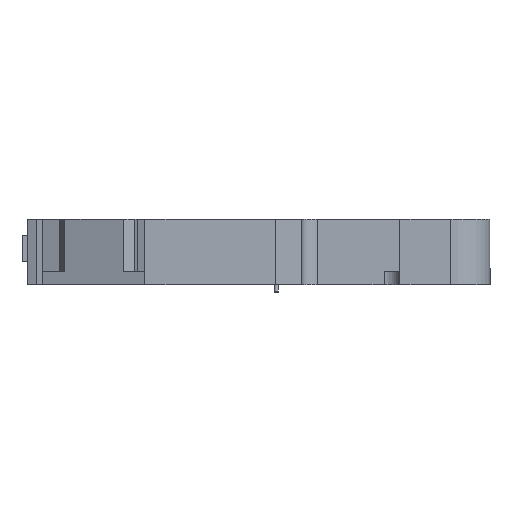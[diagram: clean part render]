
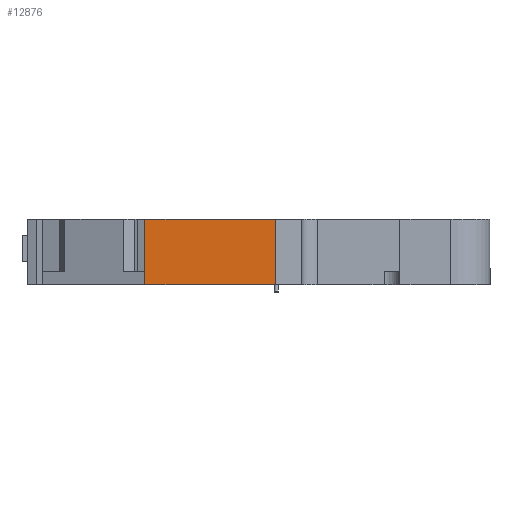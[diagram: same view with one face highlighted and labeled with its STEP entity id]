
A CAD part, left-side view. The second image highlights one B-rep face of the part: STEP entity #12876.
In plain terms, the highlighted planar face has unit normal (-1, 0, 0).
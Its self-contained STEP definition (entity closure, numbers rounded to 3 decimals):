
#8 = CARTESIAN_POINT ( 'NONE',  ( -60.95, 19.5, 5. ) ) ;
#164 = LINE ( 'NONE', #11607, #10580 ) ;
#306 = VERTEX_POINT ( 'NONE', #13211 ) ;
#512 = ORIENTED_EDGE ( 'NONE', *, *, #8112, .F. ) ;
#589 = CARTESIAN_POINT ( 'NONE',  ( -60.95, 9.5, 0. ) ) ;
#861 = EDGE_CURVE ( 'NONE', #306, #11069, #164, .T. ) ;
#1493 = CARTESIAN_POINT ( 'NONE',  ( -60.95, 9.5, 5. ) ) ;
#1805 = ORIENTED_EDGE ( 'NONE', *, *, #861, .T. ) ;
#2209 = FACE_OUTER_BOUND ( 'NONE', #6158, .T. ) ;
#2279 = ORIENTED_EDGE ( 'NONE', *, *, #11466, .F. ) ;
#2318 = DIRECTION ( 'NONE',  ( -1., 0., 0. ) ) ;
#2437 = DIRECTION ( 'NONE',  ( 0., 0., -1. ) ) ;
#4705 = VECTOR ( 'NONE', #6847, 1000. ) ;
#4803 = LINE ( 'NONE', #8954, #4705 ) ;
#5015 = VECTOR ( 'NONE', #2437, 1000. ) ;
#5033 = CARTESIAN_POINT ( 'NONE',  ( -60.95, 19.5, 5. ) ) ;
#5039 = LINE ( 'NONE', #9845, #5015 ) ;
#5683 = DIRECTION ( 'NONE',  ( 0., -1., 0. ) ) ;
#5973 = VERTEX_POINT ( 'NONE', #1493 ) ;
#6087 = VERTEX_POINT ( 'NONE', #5033 ) ;
#6158 = EDGE_LOOP ( 'NONE', ( #1805, #512, #2279, #7188 ) ) ;
#6847 = DIRECTION ( 'NONE',  ( 0., 0., -1. ) ) ;
#6876 = AXIS2_PLACEMENT_3D ( 'NONE', #8, #2318, #9738 ) ;
#7188 = ORIENTED_EDGE ( 'NONE', *, *, #8022, .T. ) ;
#8022 = EDGE_CURVE ( 'NONE', #6087, #306, #5039, .T. ) ;
#8112 = EDGE_CURVE ( 'NONE', #5973, #11069, #4803, .T. ) ;
#8954 = CARTESIAN_POINT ( 'NONE',  ( -60.95, 9.5, 5. ) ) ;
#9738 = DIRECTION ( 'NONE',  ( 0., 0., 1. ) ) ;
#9845 = CARTESIAN_POINT ( 'NONE',  ( -60.95, 19.5, 5. ) ) ;
#10580 = VECTOR ( 'NONE', #12349, 1000. ) ;
#11069 = VERTEX_POINT ( 'NONE', #589 ) ;
#11466 = EDGE_CURVE ( 'NONE', #6087, #5973, #13268, .T. ) ;
#11607 = CARTESIAN_POINT ( 'NONE',  ( -60.95, 19.5, 0. ) ) ;
#12349 = DIRECTION ( 'NONE',  ( 0., -1., 0. ) ) ;
#12778 = PLANE ( 'NONE',  #6876 ) ;
#12876 = ADVANCED_FACE ( 'NONE', ( #2209 ), #12778, .T. ) ;
#12923 = CARTESIAN_POINT ( 'NONE',  ( -60.95, 12.242, 5. ) ) ;
#13211 = CARTESIAN_POINT ( 'NONE',  ( -60.95, 19.5, 0. ) ) ;
#13268 = LINE ( 'NONE', #12923, #13372 ) ;
#13372 = VECTOR ( 'NONE', #5683, 1000. ) ;
